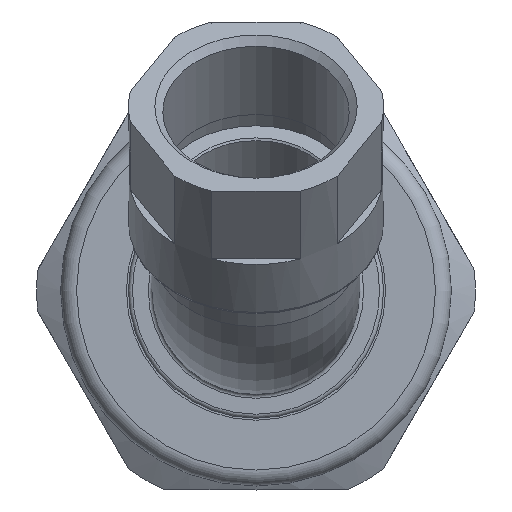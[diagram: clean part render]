
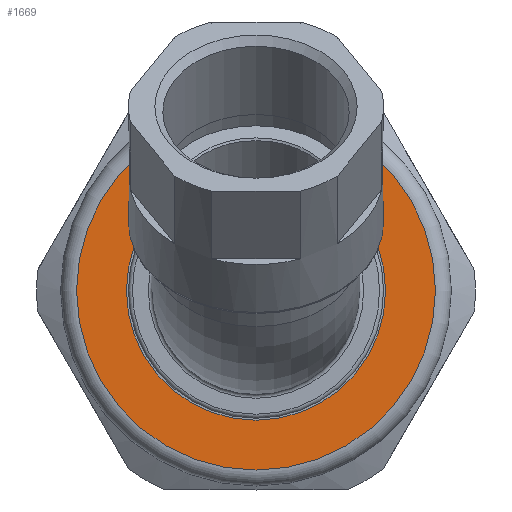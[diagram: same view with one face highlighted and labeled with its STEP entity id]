
A CAD part, left-side view. The second image highlights one B-rep face of the part: STEP entity #1669.
In plain terms, the highlighted planar face has unit normal (-1, 0, 0).
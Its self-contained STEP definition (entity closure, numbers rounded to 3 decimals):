
#143 = CIRCLE ( 'NONE', #1290, 16.25 ) ;
#204 = CARTESIAN_POINT ( 'NONE',  ( -6.13, 0., -22.5 ) ) ;
#236 = EDGE_LOOP ( 'NONE', ( #2272 ) ) ;
#313 = CARTESIAN_POINT ( 'NONE',  ( -6.13, 0., 0. ) ) ;
#324 = DIRECTION ( 'NONE',  ( 1., 0., 0. ) ) ;
#364 = DIRECTION ( 'NONE',  ( -1., 0., 0. ) ) ;
#367 = CARTESIAN_POINT ( 'NONE',  ( -6.13, 0., -16.25 ) ) ;
#489 = DIRECTION ( 'NONE',  ( 1., 0., 0. ) ) ;
#497 = DIRECTION ( 'NONE',  ( 0., 0., -1. ) ) ;
#622 = VERTEX_POINT ( 'NONE', #367 ) ;
#635 = PLANE ( 'NONE',  #771 ) ;
#771 = AXIS2_PLACEMENT_3D ( 'NONE', #1192, #364, #1457 ) ;
#895 = FACE_OUTER_BOUND ( 'NONE', #236, .T. ) ;
#1192 = CARTESIAN_POINT ( 'NONE',  ( -6.13, 0., 0. ) ) ;
#1290 = AXIS2_PLACEMENT_3D ( 'NONE', #313, #489, #1593 ) ;
#1303 = FACE_BOUND ( 'NONE', #1962, .T. ) ;
#1424 = ORIENTED_EDGE ( 'NONE', *, *, #2271, .T. ) ;
#1457 = DIRECTION ( 'NONE',  ( 0., 0., 1. ) ) ;
#1593 = DIRECTION ( 'NONE',  ( 0., 0., -1. ) ) ;
#1669 = ADVANCED_FACE ( 'NONE', ( #1303, #895 ), #635, .T. ) ;
#1795 = CARTESIAN_POINT ( 'NONE',  ( -6.13, 0., 0. ) ) ;
#1962 = EDGE_LOOP ( 'NONE', ( #1424 ) ) ;
#2271 = EDGE_CURVE ( 'NONE', #622, #622, #143, .T. ) ;
#2272 = ORIENTED_EDGE ( 'NONE', *, *, #2339, .F. ) ;
#2278 = AXIS2_PLACEMENT_3D ( 'NONE', #1795, #324, #497 ) ;
#2312 = CIRCLE ( 'NONE', #2278, 22.5 ) ;
#2319 = VERTEX_POINT ( 'NONE', #204 ) ;
#2339 = EDGE_CURVE ( 'NONE', #2319, #2319, #2312, .T. ) ;
